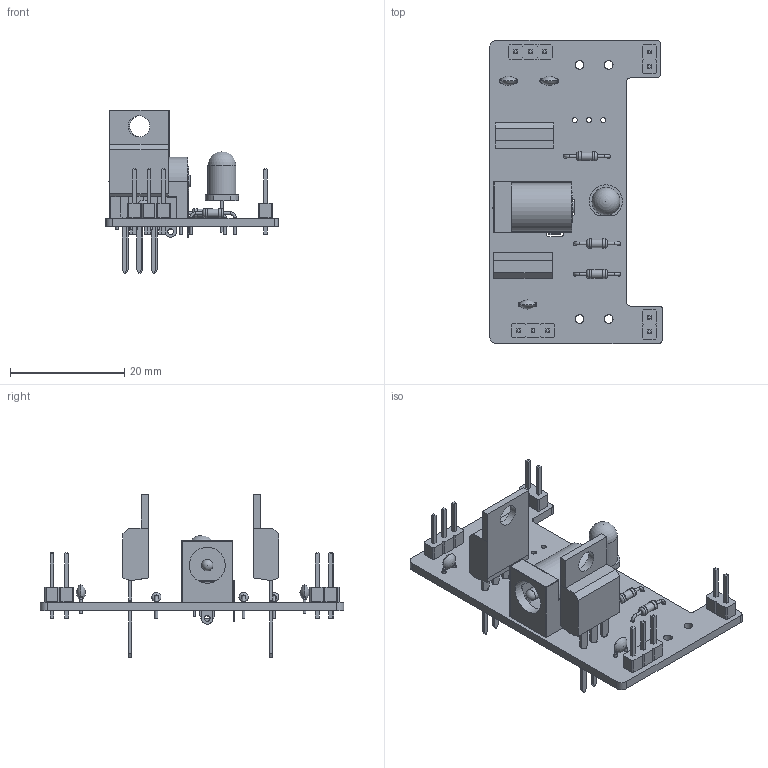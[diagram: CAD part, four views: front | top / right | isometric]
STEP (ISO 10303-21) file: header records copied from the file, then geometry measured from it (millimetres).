
FILE_DESCRIPTION(('KiCad electronic assembly'),'2;1');
FILE_NAME('Breadboard_PowerSupply.step','2026-02-14T23:21:05',('Pcbnew') ,('Kicad'),'Open CASCADE STEP processor 7.9','KiCad to STEP converter' ,'Unknown');
FILE_SCHEMA(('AUTOMOTIVE_DESIGN { 1 0 10303 214 1 1 1 1 }'));
Length unit declared in the file: millimetre
Products named in the file (9): Breadboard_PowerSupply 1; C_Disc_D3.0mm_W1.6mm_P2.50mm; R_Axial_DIN0204_L3.6mm_D1.6mm_P7.62mm_Horizontal; PinHeader_1x02_P2.54mm_Vertical; PinHeader_1x03_P2.54mm_Vertical; LED_D5.0mm; TO-220-3_Vertical; BarrelJack_Horizontal; Breadboard_PowerSupply_PCB
Assembly tree (15 placements, depth 2):
  Breadboard_PowerSupply 1
    C_Disc_D3.0mm_W1.6mm_P2.50mm  x3
    R_Axial_DIN0204_L3.6mm_D1.6mm_P7.62mm_Horizontal  x3
    PinHeader_1x02_P2.54mm_Vertical  x2
    PinHeader_1x03_P2.54mm_Vertical  x2
    LED_D5.0mm
    TO-220-3_Vertical  x2
    BarrelJack_Horizontal
    Breadboard_PowerSupply_PCB
Bounding box: 30.23 x 53.09 x 28.52 mm (x, y, z)
Volume: 4055.7 mm3; surface area: 6668.7 mm2
Topology: 19 solids, 19 shells, 597 faces, 1452 edges, 919 vertices
Faces by surface type: plane 447, cylinder 118, sphere 12, torus 12, revolution 6, extrusion 2
Full cylindrical faces by diameter (mm): 0.5 x18, 0.7 x6, 0.8 x6, 0.9 x5, 1 x12, 1.1 x6, 1.44 x3, 1.5 x2, 1.52 x4, 1.6 x6, 2 x2, 3.735 x2, 4.9 x1, 6.3 x1
Entity records: 13276 total; most frequent: CARTESIAN_POINT 2087, DIRECTION 1824, ORIENTED_EDGE 1776, EDGE_CURVE 888, VECTOR 682, LINE 680, AXIS2_PLACEMENT_3D 570, VERTEX_POINT 569
